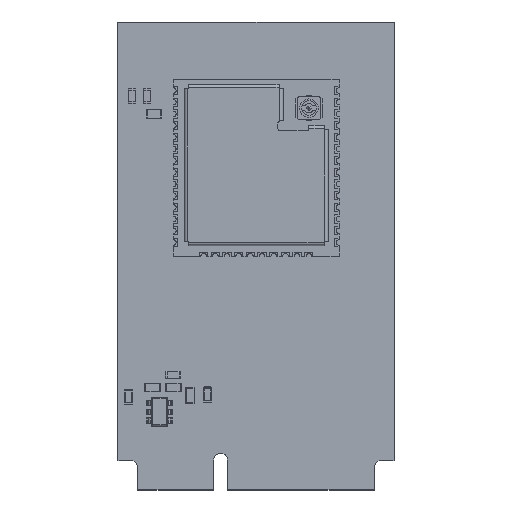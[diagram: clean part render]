
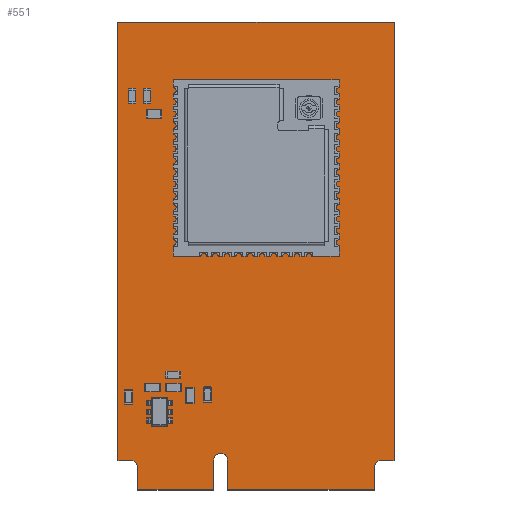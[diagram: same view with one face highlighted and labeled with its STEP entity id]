
A CAD part, top view. The second image highlights one B-rep face of the part: STEP entity #551.
In plain terms, the highlighted planar face has unit normal (0, 0, 1).
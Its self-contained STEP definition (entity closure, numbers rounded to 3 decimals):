
#96 = VERTEX_POINT('',#97);
#97 = CARTESIAN_POINT('',(2.15,-3.2,1.5));
#103 = EDGE_CURVE('',#96,#104,#106,.T.);
#104 = VERTEX_POINT('',#105);
#105 = CARTESIAN_POINT('',(2.15,-0.8,1.5));
#106 = LINE('',#107,#108);
#107 = CARTESIAN_POINT('',(2.15,-3.2,1.5));
#108 = VECTOR('',#109,1.);
#109 = DIRECTION('',(0.,1.,0.));
#134 = EDGE_CURVE('',#104,#135,#137,.T.);
#135 = VERTEX_POINT('',#136);
#136 = CARTESIAN_POINT('',(1.35,0.,1.5
    ));
#137 = CIRCLE('',#138,0.799);
#138 = AXIS2_PLACEMENT_3D('',#139,#140,#141);
#139 = CARTESIAN_POINT('',(1.351,-0.799,1.5));
#140 = DIRECTION('',(0.,0.,1.));
#141 = DIRECTION('',(1.,-0.001,0.));
#167 = EDGE_CURVE('',#135,#168,#170,.T.);
#168 = VERTEX_POINT('',#169);
#169 = CARTESIAN_POINT('',(0.,0.,1.5));
#170 = LINE('',#171,#172);
#171 = CARTESIAN_POINT('',(1.35,0.,1.5));
#172 = VECTOR('',#173,1.);
#173 = DIRECTION('',(-1.,0.,0.));
#198 = EDGE_CURVE('',#168,#199,#201,.T.);
#199 = VERTEX_POINT('',#200);
#200 = CARTESIAN_POINT('',(0.,47.66,1.5));
#201 = LINE('',#202,#203);
#202 = CARTESIAN_POINT('',(0.,0.,1.5));
#203 = VECTOR('',#204,1.);
#204 = DIRECTION('',(0.,1.,0.));
#229 = EDGE_CURVE('',#199,#230,#232,.T.);
#230 = VERTEX_POINT('',#231);
#231 = CARTESIAN_POINT('',(30.,47.66,1.5));
#232 = LINE('',#233,#234);
#233 = CARTESIAN_POINT('',(0.,47.66,1.5));
#234 = VECTOR('',#235,1.);
#235 = DIRECTION('',(1.,0.,0.));
#260 = EDGE_CURVE('',#230,#261,#263,.T.);
#261 = VERTEX_POINT('',#262);
#262 = CARTESIAN_POINT('',(30.,0.,1.5));
#263 = LINE('',#264,#265);
#264 = CARTESIAN_POINT('',(30.,47.66,1.5));
#265 = VECTOR('',#266,1.);
#266 = DIRECTION('',(0.,-1.,0.));
#291 = EDGE_CURVE('',#261,#292,#294,.T.);
#292 = VERTEX_POINT('',#293);
#293 = CARTESIAN_POINT('',(28.65,0.,
    1.5));
#294 = LINE('',#295,#296);
#295 = CARTESIAN_POINT('',(30.,0.,1.5));
#296 = VECTOR('',#297,1.);
#297 = DIRECTION('',(-1.,0.,0.));
#322 = EDGE_CURVE('',#292,#323,#325,.T.);
#323 = VERTEX_POINT('',#324);
#324 = CARTESIAN_POINT('',(27.85,-0.8,1.5));
#325 = CIRCLE('',#326,0.799);
#326 = AXIS2_PLACEMENT_3D('',#327,#328,#329);
#327 = CARTESIAN_POINT('',(28.649,-0.799,1.5));
#328 = DIRECTION('',(0.,0.,1.));
#329 = DIRECTION('',(0.001,1.,0.));
#355 = EDGE_CURVE('',#323,#356,#358,.T.);
#356 = VERTEX_POINT('',#357);
#357 = CARTESIAN_POINT('',(27.85,-3.2,1.5));
#358 = LINE('',#359,#360);
#359 = CARTESIAN_POINT('',(27.85,-0.8,1.5));
#360 = VECTOR('',#361,1.);
#361 = DIRECTION('',(0.,-1.,0.));
#386 = EDGE_CURVE('',#356,#387,#389,.T.);
#387 = VERTEX_POINT('',#388);
#388 = CARTESIAN_POINT('',(11.9,-3.2,1.5));
#389 = LINE('',#390,#391);
#390 = CARTESIAN_POINT('',(27.85,-3.2,1.5));
#391 = VECTOR('',#392,1.);
#392 = DIRECTION('',(-1.,0.,0.));
#417 = EDGE_CURVE('',#387,#418,#420,.T.);
#418 = VERTEX_POINT('',#419);
#419 = CARTESIAN_POINT('',(11.9,0.05,1.5
    ));
#420 = LINE('',#421,#422);
#421 = CARTESIAN_POINT('',(11.9,-3.2,1.5));
#422 = VECTOR('',#423,1.);
#423 = DIRECTION('',(0.,1.,0.));
#448 = EDGE_CURVE('',#418,#449,#451,.T.);
#449 = VERTEX_POINT('',#450);
#450 = CARTESIAN_POINT('',(10.4,0.05,1.5
    ));
#451 = CIRCLE('',#452,0.75);
#452 = AXIS2_PLACEMENT_3D('',#453,#454,#455);
#453 = CARTESIAN_POINT('',(11.15,0.05,1.5
    ));
#454 = DIRECTION('',(0.,0.,1.));
#455 = DIRECTION('',(1.,0.,0.));
#481 = EDGE_CURVE('',#449,#482,#484,.T.);
#482 = VERTEX_POINT('',#483);
#483 = CARTESIAN_POINT('',(10.4,-3.2,1.5));
#484 = LINE('',#485,#486);
#485 = CARTESIAN_POINT('',(10.4,0.05,1.5
    ));
#486 = VECTOR('',#487,1.);
#487 = DIRECTION('',(0.,-1.,0.));
#512 = EDGE_CURVE('',#482,#96,#513,.T.);
#513 = LINE('',#514,#515);
#514 = CARTESIAN_POINT('',(10.4,-3.2,1.5));
#515 = VECTOR('',#516,1.);
#516 = DIRECTION('',(-1.,0.,0.));
#551 = ADVANCED_FACE('',(#552),#568,.F.);
#552 = FACE_BOUND('',#553,.F.);
#553 = EDGE_LOOP('',(#554,#555,#556,#557,#558,#559,#560,#561,#562,#563,
    #564,#565,#566,#567));
#554 = ORIENTED_EDGE('',*,*,#103,.T.);
#555 = ORIENTED_EDGE('',*,*,#134,.T.);
#556 = ORIENTED_EDGE('',*,*,#167,.T.);
#557 = ORIENTED_EDGE('',*,*,#198,.T.);
#558 = ORIENTED_EDGE('',*,*,#229,.T.);
#559 = ORIENTED_EDGE('',*,*,#260,.T.);
#560 = ORIENTED_EDGE('',*,*,#291,.T.);
#561 = ORIENTED_EDGE('',*,*,#322,.T.);
#562 = ORIENTED_EDGE('',*,*,#355,.T.);
#563 = ORIENTED_EDGE('',*,*,#386,.T.);
#564 = ORIENTED_EDGE('',*,*,#417,.T.);
#565 = ORIENTED_EDGE('',*,*,#448,.T.);
#566 = ORIENTED_EDGE('',*,*,#481,.T.);
#567 = ORIENTED_EDGE('',*,*,#512,.T.);
#568 = PLANE('',#569);
#569 = AXIS2_PLACEMENT_3D('',#570,#571,#572);
#570 = CARTESIAN_POINT('',(2.15,-3.2,1.5));
#571 = DIRECTION('',(0.,0.,-1.));
#572 = DIRECTION('',(-1.,0.,0.));
